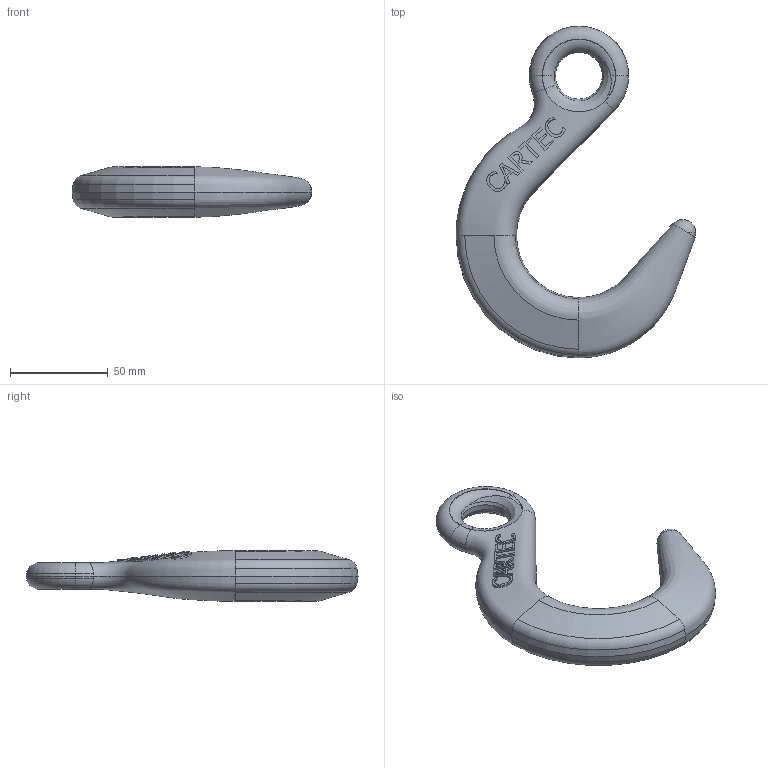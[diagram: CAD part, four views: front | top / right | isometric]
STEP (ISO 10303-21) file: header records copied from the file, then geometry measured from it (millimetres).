
FILE_DESCRIPTION(('STEP AP214'),'1');
FILE_NAME('cy_08.stp','2018-01-24T08:03:56',('TraceParts'),('TraceParts S.A.'),'Spatial InterOp 3D',' ',' ');
FILE_SCHEMA(('automotive_design'));
Length unit declared in the file: millimetre
Products named in the file (1): cy_08
Bounding box: 123 x 170.2 x 26 mm (x, y, z)
Volume: 135503.5 mm3; surface area: 24104.3 mm2
Topology: 1 solids, 1 shells, 148 faces, 408 edges, 268 vertices
Faces by surface type: bspline 53, plane 52, cone 21, torus 16, sphere 4, cylinder 2
Entity records: 100763 total; most frequent: CARTESIAN_POINT 96301, ORIENTED_EDGE 816, DIRECTION 459, EDGE_CURVE 408, VERTEX_POINT 268, B_SPLINE_CURVE_WITH_KNOTS 219, AXIS2_PLACEMENT_3D 174, EDGE_LOOP 156
